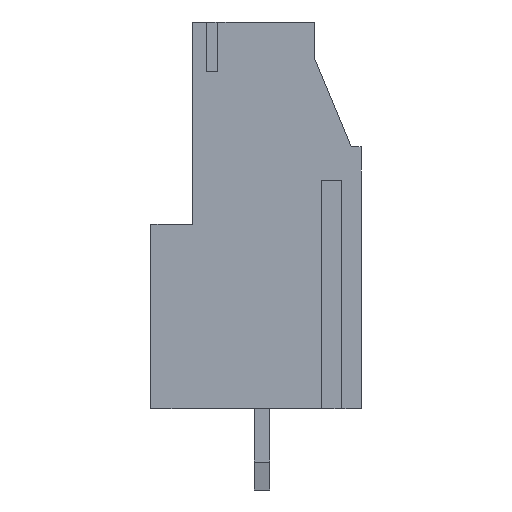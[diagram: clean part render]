
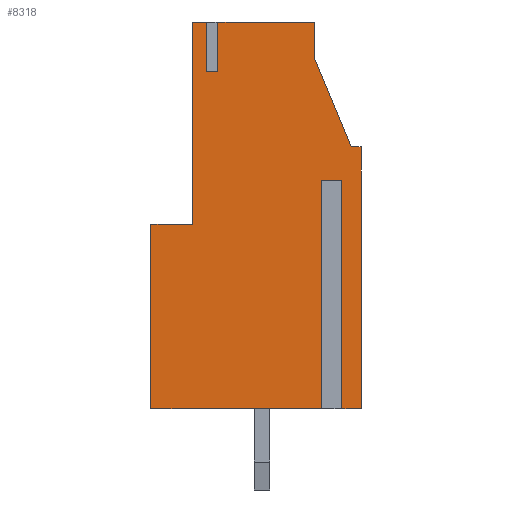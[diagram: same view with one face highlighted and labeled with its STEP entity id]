
A CAD part, left-side view. The second image highlights one B-rep face of the part: STEP entity #8318.
In plain terms, the highlighted planar face has unit normal (-1, 0, 0).
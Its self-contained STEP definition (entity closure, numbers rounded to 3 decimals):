
#140 = CARTESIAN_POINT ( 'NONE',  ( -5.08, -5., 19.5 ) ) ;
#573 = FACE_OUTER_BOUND ( 'NONE', #3628, .T. ) ;
#726 = VECTOR ( 'NONE', #18880, 1000. ) ;
#907 = VERTEX_POINT ( 'NONE', #14266 ) ;
#1116 = DIRECTION ( 'NONE',  ( 0., 0., -1. ) ) ;
#1651 = LINE ( 'NONE', #15725, #9977 ) ;
#1747 = LINE ( 'NONE', #17846, #9234 ) ;
#1837 = VERTEX_POINT ( 'NONE', #20061 ) ;
#1859 = VERTEX_POINT ( 'NONE', #18056 ) ;
#1910 = LINE ( 'NONE', #5849, #11785 ) ;
#2107 = LINE ( 'NONE', #14289, #9097 ) ;
#2194 = PLANE ( 'NONE',  #10807 ) ;
#2818 = LINE ( 'NONE', #23587, #23220 ) ;
#2989 = CARTESIAN_POINT ( 'NONE',  ( -5.08, -5., 19.5 ) ) ;
#3081 = CARTESIAN_POINT ( 'NONE',  ( -5.08, -3.782, 0. ) ) ;
#3348 = LINE ( 'NONE', #11483, #22799 ) ;
#3414 = LINE ( 'NONE', #11433, #7749 ) ;
#3419 = CARTESIAN_POINT ( 'NONE',  ( -5.08, -3.218, 11.5 ) ) ;
#3490 = DIRECTION ( 'NONE',  ( 0., 0., 1. ) ) ;
#3628 = EDGE_LOOP ( 'NONE', ( #25042, #21318, #4411, #25970, #24135, #4250, #19466, #23330, #15536, #25330, #10487, #3753, #8956, #24537, #14817, #9859, #17448 ) ) ;
#3654 = CARTESIAN_POINT ( 'NONE',  ( -5.08, -3.782, 11.5 ) ) ;
#3753 = ORIENTED_EDGE ( 'NONE', *, *, #16803, .F. ) ;
#3985 = LINE ( 'NONE', #140, #9468 ) ;
#4250 = ORIENTED_EDGE ( 'NONE', *, *, #16207, .F. ) ;
#4411 = ORIENTED_EDGE ( 'NONE', *, *, #11806, .T. ) ;
#4763 = CARTESIAN_POINT ( 'NONE',  ( -5.08, 2.218, 15.834 ) ) ;
#5187 = VERTEX_POINT ( 'NONE', #22899 ) ;
#5307 = DIRECTION ( 'NONE',  ( 0., 1., 0. ) ) ;
#5314 = LINE ( 'NONE', #19450, #6053 ) ;
#5401 = LINE ( 'NONE', #3419, #25640 ) ;
#5849 = CARTESIAN_POINT ( 'NONE',  ( -5.08, -2.65, 0. ) ) ;
#5863 = VECTOR ( 'NONE', #23793, 1000. ) ;
#6053 = VECTOR ( 'NONE', #1116, 1000. ) ;
#6200 = CARTESIAN_POINT ( 'NONE',  ( -5.08, 0., 9.3 ) ) ;
#6264 = DIRECTION ( 'NONE',  ( 0., 0., 1. ) ) ;
#6459 = EDGE_CURVE ( 'NONE', #24233, #18137, #3985, .T. ) ;
#7392 = CARTESIAN_POINT ( 'NONE',  ( -5.08, 3.5, 0. ) ) ;
#7537 = DIRECTION ( 'NONE',  ( 0., 1., 0. ) ) ;
#7623 = EDGE_CURVE ( 'NONE', #17170, #1859, #9467, .T. ) ;
#7749 = VECTOR ( 'NONE', #7537, 1000. ) ;
#7792 = CARTESIAN_POINT ( 'NONE',  ( -5.08, -2.65, 17.65 ) ) ;
#8242 = DIRECTION ( 'NONE',  ( 0., -1., 0. ) ) ;
#8318 = ADVANCED_FACE ( 'NONE', ( #573 ), #2194, .T. ) ;
#8908 = VECTOR ( 'NONE', #13954, 1000. ) ;
#8956 = ORIENTED_EDGE ( 'NONE', *, *, #17136, .F. ) ;
#9097 = VECTOR ( 'NONE', #16593, 1000. ) ;
#9234 = VECTOR ( 'NONE', #25973, 1000. ) ;
#9467 = LINE ( 'NONE', #6200, #21101 ) ;
#9468 = VECTOR ( 'NONE', #8242, 1000. ) ;
#9537 = VERTEX_POINT ( 'NONE', #24268 ) ;
#9540 = EDGE_CURVE ( 'NONE', #18137, #22876, #1910, .T. ) ;
#9813 = CARTESIAN_POINT ( 'NONE',  ( -5.08, 3.5, 9.3 ) ) ;
#9859 = ORIENTED_EDGE ( 'NONE', *, *, #24785, .F. ) ;
#9977 = VECTOR ( 'NONE', #3490, 1000. ) ;
#10078 = CARTESIAN_POINT ( 'NONE',  ( -5.08, 2.218, 19.5 ) ) ;
#10395 = VERTEX_POINT ( 'NONE', #15977 ) ;
#10487 = ORIENTED_EDGE ( 'NONE', *, *, #12975, .F. ) ;
#10651 = EDGE_CURVE ( 'NONE', #11791, #5187, #1747, .T. ) ;
#10807 = AXIS2_PLACEMENT_3D ( 'NONE', #19183, #19717, #23168 ) ;
#11433 = CARTESIAN_POINT ( 'NONE',  ( -5.08, -3.782, 11.5 ) ) ;
#11483 = CARTESIAN_POINT ( 'NONE',  ( -5.08, -5., 0. ) ) ;
#11785 = VECTOR ( 'NONE', #20269, 1000. ) ;
#11791 = VERTEX_POINT ( 'NONE', #19665 ) ;
#11806 = EDGE_CURVE ( 'NONE', #17876, #17170, #25788, .T. ) ;
#11960 = CARTESIAN_POINT ( 'NONE',  ( -5.08, -2.65, 19.5 ) ) ;
#12470 = LINE ( 'NONE', #20272, #8908 ) ;
#12556 = LINE ( 'NONE', #15102, #21050 ) ;
#12805 = EDGE_CURVE ( 'NONE', #1837, #10395, #5401, .T. ) ;
#12975 = EDGE_CURVE ( 'NONE', #13304, #9537, #21365, .T. ) ;
#13304 = VERTEX_POINT ( 'NONE', #19740 ) ;
#13312 = DIRECTION ( 'NONE',  ( 0., 0., -1. ) ) ;
#13398 = EDGE_CURVE ( 'NONE', #17876, #907, #12470, .T. ) ;
#13954 = DIRECTION ( 'NONE',  ( 0., -1., 0. ) ) ;
#14136 = EDGE_CURVE ( 'NONE', #14513, #1859, #24529, .T. ) ;
#14266 = CARTESIAN_POINT ( 'NONE',  ( -5.08, 2.782, 19.5 ) ) ;
#14289 = CARTESIAN_POINT ( 'NONE',  ( -5.08, -8.516, 3.54 ) ) ;
#14513 = VERTEX_POINT ( 'NONE', #21833 ) ;
#14817 = ORIENTED_EDGE ( 'NONE', *, *, #6459, .F. ) ;
#15102 = CARTESIAN_POINT ( 'NONE',  ( -5.08, -5., 0. ) ) ;
#15536 = ORIENTED_EDGE ( 'NONE', *, *, #22610, .T. ) ;
#15702 = DIRECTION ( 'NONE',  ( 0., 1., 0. ) ) ;
#15725 = CARTESIAN_POINT ( 'NONE',  ( -5.08, 2.782, 15.834 ) ) ;
#15977 = CARTESIAN_POINT ( 'NONE',  ( -5.08, -3.218, 0. ) ) ;
#16207 = EDGE_CURVE ( 'NONE', #10395, #14513, #12556, .T. ) ;
#16323 = EDGE_CURVE ( 'NONE', #19493, #1837, #3414, .T. ) ;
#16593 = DIRECTION ( 'NONE',  ( 0., -0.384, -0.923 ) ) ;
#16602 = CARTESIAN_POINT ( 'NONE',  ( -5.08, 3.5, 19.5 ) ) ;
#16780 = VERTEX_POINT ( 'NONE', #25199 ) ;
#16803 = EDGE_CURVE ( 'NONE', #16780, #13304, #2818, .T. ) ;
#16867 = DIRECTION ( 'NONE',  ( 0., 1., 0. ) ) ;
#17136 = EDGE_CURVE ( 'NONE', #22876, #16780, #2107, .T. ) ;
#17170 = VERTEX_POINT ( 'NONE', #9813 ) ;
#17448 = ORIENTED_EDGE ( 'NONE', *, *, #10651, .F. ) ;
#17846 = CARTESIAN_POINT ( 'NONE',  ( -5.08, 2.782, 17. ) ) ;
#17876 = VERTEX_POINT ( 'NONE', #16602 ) ;
#18056 = CARTESIAN_POINT ( 'NONE',  ( -5.08, 5.6, 9.3 ) ) ;
#18137 = VERTEX_POINT ( 'NONE', #11960 ) ;
#18355 = EDGE_CURVE ( 'NONE', #11791, #907, #1651, .T. ) ;
#18880 = DIRECTION ( 'NONE',  ( 0., 0., 1. ) ) ;
#19183 = CARTESIAN_POINT ( 'NONE',  ( -5.08, 0., 0. ) ) ;
#19261 = LINE ( 'NONE', #4763, #726 ) ;
#19269 = VECTOR ( 'NONE', #13312, 1000. ) ;
#19450 = CARTESIAN_POINT ( 'NONE',  ( -5.08, -3.782, 11.5 ) ) ;
#19466 = ORIENTED_EDGE ( 'NONE', *, *, #12805, .F. ) ;
#19493 = VERTEX_POINT ( 'NONE', #3654 ) ;
#19665 = CARTESIAN_POINT ( 'NONE',  ( -5.08, 2.782, 17. ) ) ;
#19717 = DIRECTION ( 'NONE',  ( -1., 0., 0. ) ) ;
#19740 = CARTESIAN_POINT ( 'NONE',  ( -5.08, -5., 13.2 ) ) ;
#20061 = CARTESIAN_POINT ( 'NONE',  ( -5.08, -3.218, 11.5 ) ) ;
#20269 = DIRECTION ( 'NONE',  ( 0., 0., -1. ) ) ;
#20272 = CARTESIAN_POINT ( 'NONE',  ( -5.08, -5., 19.5 ) ) ;
#21050 = VECTOR ( 'NONE', #16867, 1000. ) ;
#21101 = VECTOR ( 'NONE', #5307, 1000. ) ;
#21318 = ORIENTED_EDGE ( 'NONE', *, *, #13398, .F. ) ;
#21365 = LINE ( 'NONE', #2989, #19269 ) ;
#21727 = DIRECTION ( 'NONE',  ( 0., -1., 0. ) ) ;
#21833 = CARTESIAN_POINT ( 'NONE',  ( -5.08, 5.6, 0. ) ) ;
#22610 = EDGE_CURVE ( 'NONE', #19493, #23529, #5314, .T. ) ;
#22631 = EDGE_CURVE ( 'NONE', #9537, #23529, #3348, .T. ) ;
#22799 = VECTOR ( 'NONE', #15702, 1000. ) ;
#22876 = VERTEX_POINT ( 'NONE', #7792 ) ;
#22899 = CARTESIAN_POINT ( 'NONE',  ( -5.08, 2.218, 17. ) ) ;
#23168 = DIRECTION ( 'NONE',  ( 0., 0., 1. ) ) ;
#23220 = VECTOR ( 'NONE', #21727, 1000. ) ;
#23330 = ORIENTED_EDGE ( 'NONE', *, *, #16323, .F. ) ;
#23529 = VERTEX_POINT ( 'NONE', #3081 ) ;
#23587 = CARTESIAN_POINT ( 'NONE',  ( -5.08, 0., 13.2 ) ) ;
#23793 = DIRECTION ( 'NONE',  ( 0., 0., -1. ) ) ;
#24064 = DIRECTION ( 'NONE',  ( 0., 0., -1. ) ) ;
#24135 = ORIENTED_EDGE ( 'NONE', *, *, #14136, .F. ) ;
#24233 = VERTEX_POINT ( 'NONE', #10078 ) ;
#24268 = CARTESIAN_POINT ( 'NONE',  ( -5.08, -5., 0. ) ) ;
#24475 = VECTOR ( 'NONE', #6264, 1000. ) ;
#24529 = LINE ( 'NONE', #24669, #24475 ) ;
#24537 = ORIENTED_EDGE ( 'NONE', *, *, #9540, .F. ) ;
#24669 = CARTESIAN_POINT ( 'NONE',  ( -5.08, 5.6, 19.5 ) ) ;
#24785 = EDGE_CURVE ( 'NONE', #5187, #24233, #19261, .T. ) ;
#25042 = ORIENTED_EDGE ( 'NONE', *, *, #18355, .T. ) ;
#25199 = CARTESIAN_POINT ( 'NONE',  ( -5.08, -4.5, 13.2 ) ) ;
#25330 = ORIENTED_EDGE ( 'NONE', *, *, #22631, .F. ) ;
#25640 = VECTOR ( 'NONE', #24064, 1000. ) ;
#25788 = LINE ( 'NONE', #7392, #5863 ) ;
#25970 = ORIENTED_EDGE ( 'NONE', *, *, #7623, .T. ) ;
#25973 = DIRECTION ( 'NONE',  ( 0., -1., 0. ) ) ;
